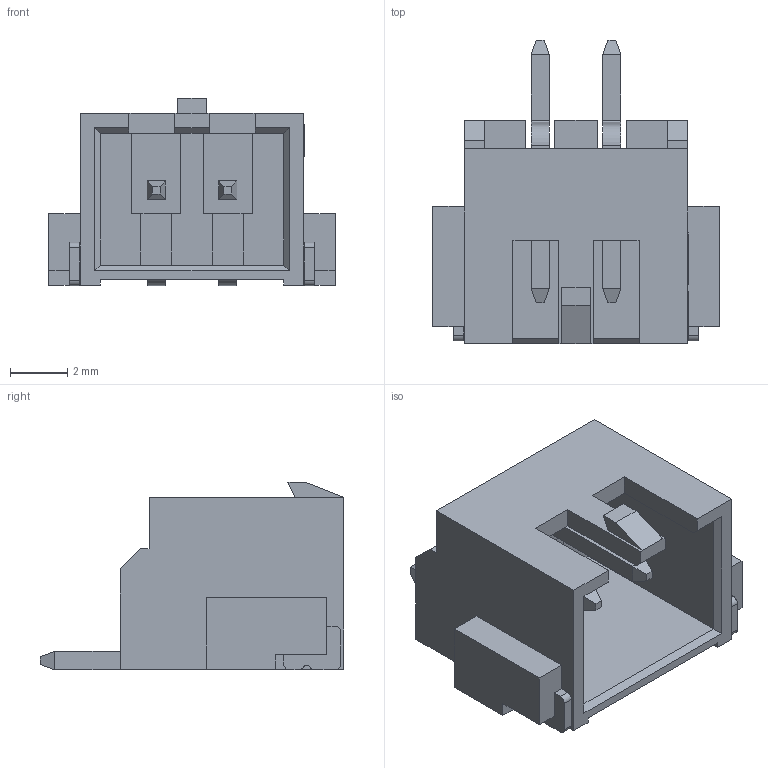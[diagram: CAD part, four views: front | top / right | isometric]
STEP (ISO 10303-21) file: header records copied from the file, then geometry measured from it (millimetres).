
FILE_DESCRIPTION (( 'STEP AP214' ), '1' );
FILE_NAME ('000.STEP', '2024-08-07T08:12:23', ( '' ), ( '' ), 'SwSTEP 2.0', 'SolidWorks 2022', '' );
FILE_SCHEMA (( 'AUTOMOTIVE_DESIGN' ));
Length unit declared in the file: millimetre
Products named in the file (3): CONN-SMD_2P-P2.50_SHOU_2.54-2PWTDK^U1_3D_PCB1_2024-08-07(2)_3D_PCB1_2024-08-07; 000; SOLID^CONN-SMD_2P-P2.50_SHOU_2.54-2PWTDK_U1_3D_PCB1_2024-08-07(2)_3D_PCB1_2024-08-07
Assembly tree (2 placements, depth 3):
  000
    CONN-SMD_2P-P2.50_SHOU_2.54-2PWTDK^U1_3D_PCB1_2024-08-07(2)_3D_PCB1_2024-08-07
      SOLID^CONN-SMD_2P-P2.50_SHOU_2.54-2PWTDK_U1_3D_PCB1_2024-08-07(2)_3D_PCB1_2024-08-07
Bounding box: 10 x 10.6 x 6.55 mm (x, y, z)
Volume: 151.5 mm3; surface area: 548.2 mm2
Topology: 1 solids, 1 shells, 392 faces, 1074 edges, 708 vertices
Faces by surface type: plane 274, bspline 98, cylinder 20
Entity records: 12870 total; most frequent: CARTESIAN_POINT 3486, ORIENTED_EDGE 2148, DIRECTION 1514, EDGE_CURVE 1074, LINE 834, VECTOR 834, VERTEX_POINT 708, EDGE_LOOP 416
